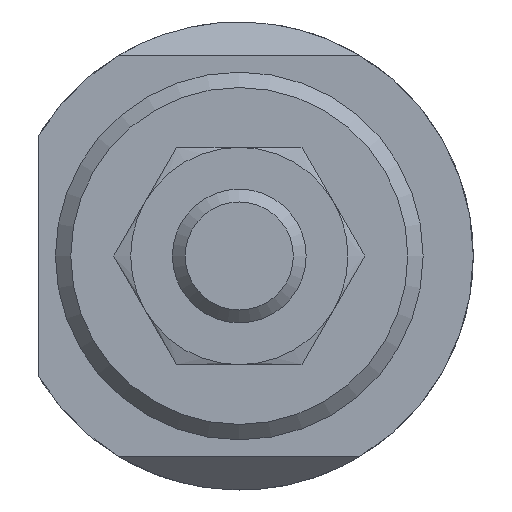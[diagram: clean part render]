
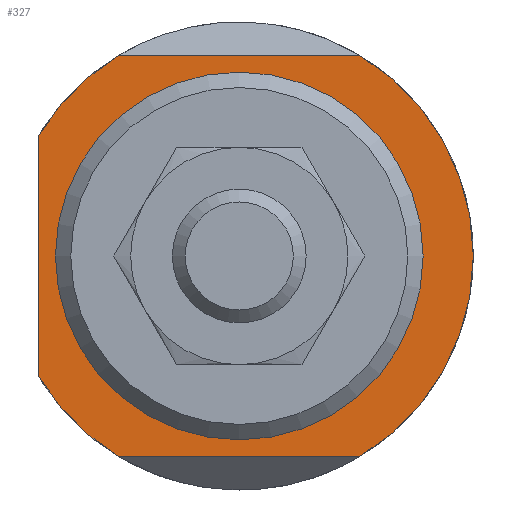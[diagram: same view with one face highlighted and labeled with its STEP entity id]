
A CAD part, left-side view. The second image highlights one B-rep face of the part: STEP entity #327.
In plain terms, the highlighted face is planar.
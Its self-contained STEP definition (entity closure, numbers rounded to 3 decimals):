
#327 = ADVANCED_FACE( '', ( #637, #638 ), #639, .F. );
#637 = FACE_BOUND( '', #961, .T. );
#638 = FACE_OUTER_BOUND( '', #962, .T. );
#639 = PLANE( '', #963 );
#961 = EDGE_LOOP( '', ( #1545 ) );
#962 = EDGE_LOOP( '', ( #1546, #1547, #1548, #1549, #1550, #1551 ) );
#963 = AXIS2_PLACEMENT_3D( '', #1552, #1553, #1554 );
#1545 = ORIENTED_EDGE( '', *, *, #2049, .F. );
#1546 = ORIENTED_EDGE( '', *, *, #2050, .F. );
#1547 = ORIENTED_EDGE( '', *, *, #1853, .T. );
#1548 = ORIENTED_EDGE( '', *, *, #1981, .F. );
#1549 = ORIENTED_EDGE( '', *, *, #1849, .T. );
#1550 = ORIENTED_EDGE( '', *, *, #2028, .T. );
#1551 = ORIENTED_EDGE( '', *, *, #1845, .T. );
#1552 = CARTESIAN_POINT( '', ( 15., 14., 0. ) );
#1553 = DIRECTION( '', ( -1., 0., 0. ) );
#1554 = DIRECTION( '', ( 0., 0., 1. ) );
#1845 = EDGE_CURVE( '', #2139, #2137, #2140, .T. );
#1849 = EDGE_CURVE( '', #2147, #2145, #2148, .T. );
#1853 = EDGE_CURVE( '', #2133, #2153, #2155, .T. );
#1981 = EDGE_CURVE( '', #2147, #2153, #2357, .T. );
#2028 = EDGE_CURVE( '', #2145, #2139, #2420, .T. );
#2049 = EDGE_CURVE( '', #2448, #2448, #2449, .T. );
#2050 = EDGE_CURVE( '', #2133, #2137, #2450, .T. );
#2133 = VERTEX_POINT( '', #2563 );
#2137 = VERTEX_POINT( '', #2568 );
#2139 = VERTEX_POINT( '', #2571 );
#2140 = CIRCLE( '', #2572, 14. );
#2145 = VERTEX_POINT( '', #2578 );
#2147 = VERTEX_POINT( '', #2581 );
#2148 = CIRCLE( '', #2582, 14. );
#2153 = VERTEX_POINT( '', #2588 );
#2155 = CIRCLE( '', #2591, 14. );
#2357 = LINE( '', #2896, #2897 );
#2420 = LINE( '', #2994, #2995 );
#2448 = VERTEX_POINT( '', #3039 );
#2449 = CIRCLE( '', #3040, 11. );
#2450 = LINE( '', #3041, #3042 );
#2563 = CARTESIAN_POINT( '', ( 15., -7.211, 12. ) );
#2568 = CARTESIAN_POINT( '', ( 15., 7.211, 12. ) );
#2571 = CARTESIAN_POINT( '', ( 15., 12., 7.211 ) );
#2572 = AXIS2_PLACEMENT_3D( '', #3135, #3136, #3137 );
#2578 = CARTESIAN_POINT( '', ( 15., 12., -7.211 ) );
#2581 = CARTESIAN_POINT( '', ( 15., 7.211, -12. ) );
#2582 = AXIS2_PLACEMENT_3D( '', #3143, #3144, #3145 );
#2588 = CARTESIAN_POINT( '', ( 15., -7.211, -12. ) );
#2591 = AXIS2_PLACEMENT_3D( '', #3151, #3152, #3153 );
#2896 = CARTESIAN_POINT( '', ( 15., 14., -12. ) );
#2897 = VECTOR( '', #3300, 1000. );
#2994 = CARTESIAN_POINT( '', ( 15., 12., 0. ) );
#2995 = VECTOR( '', #3354, 1000. );
#3039 = CARTESIAN_POINT( '', ( 15., 0., -11. ) );
#3040 = AXIS2_PLACEMENT_3D( '', #3371, #3372, #3373 );
#3041 = CARTESIAN_POINT( '', ( 15., 14., 12. ) );
#3042 = VECTOR( '', #3374, 1000. );
#3135 = CARTESIAN_POINT( '', ( 15., 0., 0. ) );
#3136 = DIRECTION( '', ( 1., 0., 0. ) );
#3137 = DIRECTION( '', ( 0., 0., -1. ) );
#3143 = CARTESIAN_POINT( '', ( 15., 0., 0. ) );
#3144 = DIRECTION( '', ( 1., 0., 0. ) );
#3145 = DIRECTION( '', ( 0., 0., -1. ) );
#3151 = CARTESIAN_POINT( '', ( 15., 0., 0. ) );
#3152 = DIRECTION( '', ( 1., 0., 0. ) );
#3153 = DIRECTION( '', ( 0., 0., -1. ) );
#3300 = DIRECTION( '', ( 0., -1., 0. ) );
#3354 = DIRECTION( '', ( 0., 0., 1. ) );
#3371 = CARTESIAN_POINT( '', ( 15., 0., 0. ) );
#3372 = DIRECTION( '', ( 1., 0., 0. ) );
#3373 = DIRECTION( '', ( 0., 0., -1. ) );
#3374 = DIRECTION( '', ( 0., 1., 0. ) );
